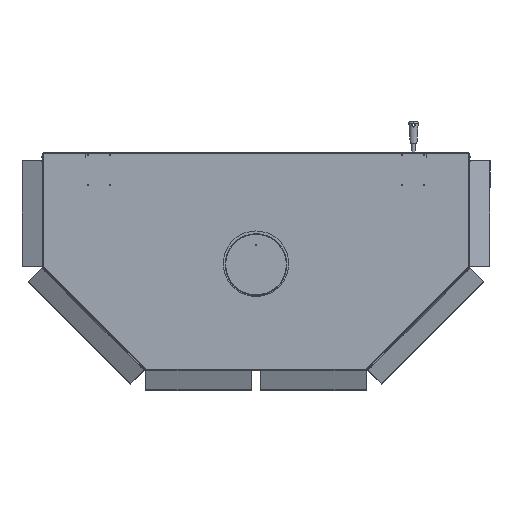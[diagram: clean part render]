
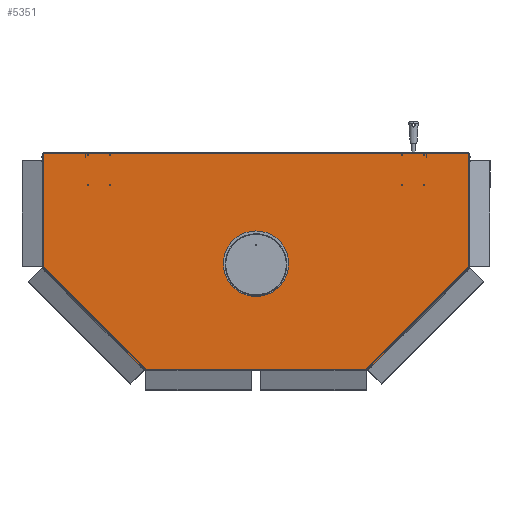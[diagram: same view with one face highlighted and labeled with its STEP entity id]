
A CAD part, top view. The second image highlights one B-rep face of the part: STEP entity #5351.
In plain terms, the highlighted face is planar.
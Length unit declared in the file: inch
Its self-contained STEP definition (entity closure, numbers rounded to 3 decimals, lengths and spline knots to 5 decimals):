
#5351 = ADVANCED_FACE( '', ( #12829, #12830, #12831, #12832, #12833, #12834, #12835, #12836, #12837, #12838 ), #12839, .T. );
#12829 = FACE_BOUND( '', #24143, .T. );
#12830 = FACE_BOUND( '', #24144, .T. );
#12831 = FACE_BOUND( '', #24145, .T. );
#12832 = FACE_BOUND( '', #24146, .T. );
#12833 = FACE_BOUND( '', #24147, .T. );
#12834 = FACE_BOUND( '', #24148, .T. );
#12835 = FACE_BOUND( '', #24149, .T. );
#12836 = FACE_BOUND( '', #24150, .T. );
#12837 = FACE_OUTER_BOUND( '', #24151, .T. );
#12838 = FACE_BOUND( '', #24152, .T. );
#12839 = PLANE( '', #24153 );
#24143 = EDGE_LOOP( '', ( #42915 ) );
#24144 = EDGE_LOOP( '', ( #42916 ) );
#24145 = EDGE_LOOP( '', ( #42917 ) );
#24146 = EDGE_LOOP( '', ( #42918 ) );
#24147 = EDGE_LOOP( '', ( #42919 ) );
#24148 = EDGE_LOOP( '', ( #42920 ) );
#24149 = EDGE_LOOP( '', ( #42921 ) );
#24150 = EDGE_LOOP( '', ( #42922 ) );
#24151 = EDGE_LOOP( '', ( #42923, #42924, #42925, #42926, #42927, #42928 ) );
#24152 = EDGE_LOOP( '', ( #42929 ) );
#24153 = AXIS2_PLACEMENT_3D( '', #42930, #42931, #42932 );
#42915 = ORIENTED_EDGE( '', *, *, #62425, .F. );
#42916 = ORIENTED_EDGE( '', *, *, #66031, .F. );
#42917 = ORIENTED_EDGE( '', *, *, #65508, .F. );
#42918 = ORIENTED_EDGE( '', *, *, #62972, .F. );
#42919 = ORIENTED_EDGE( '', *, *, #64523, .T. );
#42920 = ORIENTED_EDGE( '', *, *, #66032, .T. );
#42921 = ORIENTED_EDGE( '', *, *, #66033, .T. );
#42922 = ORIENTED_EDGE( '', *, *, #65575, .T. );
#42923 = ORIENTED_EDGE( '', *, *, #66034, .T. );
#42924 = ORIENTED_EDGE( '', *, *, #66035, .T. );
#42925 = ORIENTED_EDGE( '', *, *, #66036, .T. );
#42926 = ORIENTED_EDGE( '', *, *, #66037, .T. );
#42927 = ORIENTED_EDGE( '', *, *, #65648, .T. );
#42928 = ORIENTED_EDGE( '', *, *, #66038, .T. );
#42929 = ORIENTED_EDGE( '', *, *, #66039, .T. );
#42930 = CARTESIAN_POINT( '', ( 0., -21.78186, -0.048 ) );
#42931 = DIRECTION( '', ( 0., 0., -1. ) );
#42932 = DIRECTION( '', ( -1., 0., 0. ) );
#62425 = EDGE_CURVE( '', #73607, #73607, #73608, .T. );
#62972 = EDGE_CURVE( '', #74557, #74557, #74558, .T. );
#64523 = EDGE_CURVE( '', #77202, #77202, #77203, .T. );
#65508 = EDGE_CURVE( '', #78772, #78772, #78773, .T. );
#65575 = EDGE_CURVE( '', #78868, #78868, #78869, .T. );
#65648 = EDGE_CURVE( '', #78978, #72632, #78981, .T. );
#66031 = EDGE_CURVE( '', #79590, #79590, #79591, .T. );
#66032 = EDGE_CURVE( '', #79592, #79592, #79593, .T. );
#66033 = EDGE_CURVE( '', #79594, #79594, #79595, .T. );
#66034 = EDGE_CURVE( '', #79596, #79597, #79598, .T. );
#66035 = EDGE_CURVE( '', #79597, #79599, #79600, .T. );
#66036 = EDGE_CURVE( '', #79599, #71894, #79601, .T. );
#66037 = EDGE_CURVE( '', #71894, #78978, #79602, .T. );
#66038 = EDGE_CURVE( '', #72632, #79596, #79603, .T. );
#66039 = EDGE_CURVE( '', #79604, #79604, #79605, .T. );
#71894 = VERTEX_POINT( '', #87361 );
#72632 = VERTEX_POINT( '', #88389 );
#73607 = VERTEX_POINT( '', #89749 );
#73608 = CIRCLE( '', #89750, 0.0545 );
#74557 = VERTEX_POINT( '', #91175 );
#74558 = CIRCLE( '', #91176, 0.0545 );
#77202 = VERTEX_POINT( '', #94891 );
#77203 = CIRCLE( '', #94892, 0.0545 );
#78772 = VERTEX_POINT( '', #97177 );
#78773 = CIRCLE( '', #97178, 0.0545 );
#78868 = VERTEX_POINT( '', #97311 );
#78869 = CIRCLE( '', #97312, 0.0545 );
#78978 = VERTEX_POINT( '', #97479 );
#78981 = LINE( '', #97487, #97488 );
#79590 = VERTEX_POINT( '', #98337 );
#79591 = CIRCLE( '', #98338, 0.0545 );
#79592 = VERTEX_POINT( '', #98339 );
#79593 = CIRCLE( '', #98340, 0.0545 );
#79594 = VERTEX_POINT( '', #98341 );
#79595 = CIRCLE( '', #98342, 0.0545 );
#79596 = VERTEX_POINT( '', #98343 );
#79597 = VERTEX_POINT( '', #98344 );
#79598 = LINE( '', #98345, #98346 );
#79599 = VERTEX_POINT( '', #98347 );
#79600 = LINE( '', #98348, #98349 );
#79601 = LINE( '', #98350, #98351 );
#79602 = LINE( '', #98352, #98353 );
#79603 = LINE( '', #98354, #98355 );
#79604 = VERTEX_POINT( '', #98356 );
#79605 = CIRCLE( '', #98357, 4.375 );
#87361 = CARTESIAN_POINT( '', ( 28.4485, 22.20586, -0.048 ) );
#88389 = CARTESIAN_POINT( '', ( 14.98087, -6.66664, -0.048 ) );
#89749 = CARTESIAN_POINT( '', ( -19.548, 17.92586, -0.048 ) );
#89750 = AXIS2_PLACEMENT_3D( '', #111116, #111117, #111118 );
#91175 = CARTESIAN_POINT( '', ( -22.552, 21.92586, -0.048 ) );
#91176 = AXIS2_PLACEMENT_3D( '', #111834, #111835, #111836 );
#94891 = CARTESIAN_POINT( '', ( 22.552, 21.92586, -0.048 ) );
#94892 = AXIS2_PLACEMENT_3D( '', #113825, #113826, #113827 );
#97177 = CARTESIAN_POINT( '', ( -22.552, 17.92586, -0.048 ) );
#97178 = AXIS2_PLACEMENT_3D( '', #115099, #115100, #115101 );
#97311 = CARTESIAN_POINT( '', ( 19.548, 17.92586, -0.048 ) );
#97312 = AXIS2_PLACEMENT_3D( '', #115177, #115178, #115179 );
#97479 = CARTESIAN_POINT( '', ( 28.4485, 6.80099, -0.048 ) );
#97487 = CARTESIAN_POINT( '', ( 28.5435, 6.89599, -0.048 ) );
#97488 = VECTOR( '', #115268, 39.37008 );
#98337 = CARTESIAN_POINT( '', ( -19.548, 21.92586, -0.048 ) );
#98338 = AXIS2_PLACEMENT_3D( '', #115768, #115769, #115770 );
#98339 = CARTESIAN_POINT( '', ( 22.552, 17.92586, -0.048 ) );
#98340 = AXIS2_PLACEMENT_3D( '', #115771, #115772, #115773 );
#98341 = CARTESIAN_POINT( '', ( 19.548, 21.92586, -0.048 ) );
#98342 = AXIS2_PLACEMENT_3D( '', #115774, #115775, #115776 );
#98343 = CARTESIAN_POINT( '', ( -14.98087, -6.66664, -0.048 ) );
#98344 = CARTESIAN_POINT( '', ( -28.4485, 6.80099, -0.048 ) );
#98345 = CARTESIAN_POINT( '', ( -14.98087, -6.66664, -0.048 ) );
#98346 = VECTOR( '', #115777, 39.37008 );
#98347 = CARTESIAN_POINT( '', ( -28.4485, 22.20586, -0.048 ) );
#98348 = CARTESIAN_POINT( '', ( -28.4485, 6.80099, -0.048 ) );
#98349 = VECTOR( '', #115778, 39.37008 );
#98350 = CARTESIAN_POINT( '', ( -28.5435, 22.20586, -0.048 ) );
#98351 = VECTOR( '', #115779, 39.37008 );
#98352 = CARTESIAN_POINT( '', ( 28.4485, 22.30086, -0.048 ) );
#98353 = VECTOR( '', #115780, 39.37008 );
#98354 = CARTESIAN_POINT( '', ( 15.11522, -6.66664, -0.048 ) );
#98355 = VECTOR( '', #115781, 39.37008 );
#98356 = CARTESIAN_POINT( '', ( 4.375, 7.42586, -0.048 ) );
#98357 = AXIS2_PLACEMENT_3D( '', #115782, #115783, #115784 );
#111116 = CARTESIAN_POINT( '', ( -19.4935, 17.92586, -0.048 ) );
#111117 = DIRECTION( '', ( 0., 0., -1. ) );
#111118 = DIRECTION( '', ( -1., 0., 0. ) );
#111834 = CARTESIAN_POINT( '', ( -22.4975, 21.92586, -0.048 ) );
#111835 = DIRECTION( '', ( 0., 0., -1. ) );
#111836 = DIRECTION( '', ( -1., 0., 0. ) );
#113825 = CARTESIAN_POINT( '', ( 22.4975, 21.92586, -0.048 ) );
#113826 = DIRECTION( '', ( 0., 0., 1. ) );
#113827 = DIRECTION( '', ( 1., 0., 0. ) );
#115099 = CARTESIAN_POINT( '', ( -22.4975, 17.92586, -0.048 ) );
#115100 = DIRECTION( '', ( 0., 0., -1. ) );
#115101 = DIRECTION( '', ( -1., 0., 0. ) );
#115177 = CARTESIAN_POINT( '', ( 19.4935, 17.92586, -0.048 ) );
#115178 = DIRECTION( '', ( 0., 0., 1. ) );
#115179 = DIRECTION( '', ( 1., 0., 0. ) );
#115268 = DIRECTION( '', ( -0.707, -0.707, 0. ) );
#115768 = CARTESIAN_POINT( '', ( -19.4935, 21.92586, -0.048 ) );
#115769 = DIRECTION( '', ( 0., 0., -1. ) );
#115770 = DIRECTION( '', ( -1., 0., 0. ) );
#115771 = CARTESIAN_POINT( '', ( 22.4975, 17.92586, -0.048 ) );
#115772 = DIRECTION( '', ( 0., 0., 1. ) );
#115773 = DIRECTION( '', ( 1., 0., 0. ) );
#115774 = CARTESIAN_POINT( '', ( 19.4935, 21.92586, -0.048 ) );
#115775 = DIRECTION( '', ( 0., 0., 1. ) );
#115776 = DIRECTION( '', ( 1., 0., 0. ) );
#115777 = DIRECTION( '', ( -0.707, 0.707, 0. ) );
#115778 = DIRECTION( '', ( 0., 1., 0. ) );
#115779 = DIRECTION( '', ( 1., 0., 0. ) );
#115780 = DIRECTION( '', ( 0., -1., 0. ) );
#115781 = DIRECTION( '', ( -1., 0., 0. ) );
#115782 = CARTESIAN_POINT( '', ( 0., 7.42586, -0.048 ) );
#115783 = DIRECTION( '', ( 0., 0., 1. ) );
#115784 = DIRECTION( '', ( 1., 0., 0. ) );
